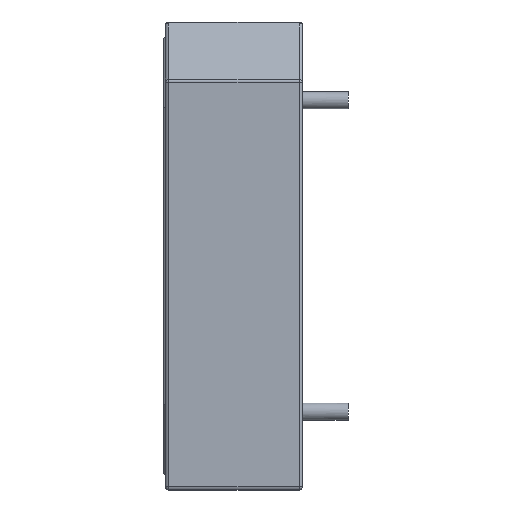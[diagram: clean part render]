
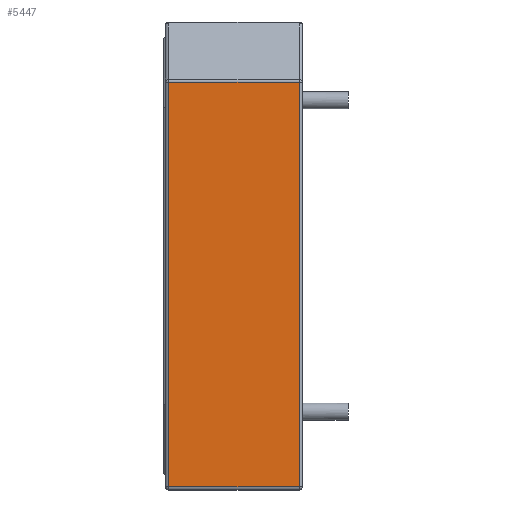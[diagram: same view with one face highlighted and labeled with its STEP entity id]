
A CAD part, left-side view. The second image highlights one B-rep face of the part: STEP entity #5447.
In plain terms, the highlighted planar face has unit normal (-1, 0, 0).
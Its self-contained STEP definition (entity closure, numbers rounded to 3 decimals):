
#392 = EDGE_CURVE ( 'NONE', #6263, #12785, #7292, .T. ) ;
#4538 = LINE ( 'NONE', #13224, #16838 ) ;
#4751 = DIRECTION ( 'NONE',  ( 0., 0., 1. ) ) ;
#5124 = CARTESIAN_POINT ( 'NONE',  ( -12., 0.3, -23.7 ) ) ;
#5394 = EDGE_CURVE ( 'NONE', #12785, #7497, #4538, .T. ) ;
#5447 = ADVANCED_FACE ( 'NONE', ( #21717 ), #20124, .F. ) ;
#5481 = EDGE_LOOP ( 'NONE', ( #18856, #11098, #15203, #7480 ) ) ;
#5748 = DIRECTION ( 'NONE',  ( 0., -1., 0. ) ) ;
#6059 = VECTOR ( 'NONE', #15513, 1000. ) ;
#6263 = VERTEX_POINT ( 'NONE', #12934 ) ;
#7128 = CARTESIAN_POINT ( 'NONE',  ( -12., 8.3, -23.9 ) ) ;
#7132 = CARTESIAN_POINT ( 'NONE',  ( -12., 8.5, 1.117 ) ) ;
#7292 = LINE ( 'NONE', #8751, #20932 ) ;
#7480 = ORIENTED_EDGE ( 'NONE', *, *, #7525, .T. ) ;
#7497 = VERTEX_POINT ( 'NONE', #13527 ) ;
#7525 = EDGE_CURVE ( 'NONE', #8317, #6263, #8692, .T. ) ;
#8317 = VERTEX_POINT ( 'NONE', #11619 ) ;
#8384 = EDGE_CURVE ( 'NONE', #7497, #8317, #8574, .T. ) ;
#8574 = LINE ( 'NONE', #7132, #6059 ) ;
#8692 = LINE ( 'NONE', #7128, #18767 ) ;
#8751 = CARTESIAN_POINT ( 'NONE',  ( -12., 8.5, -23.7 ) ) ;
#11098 = ORIENTED_EDGE ( 'NONE', *, *, #5394, .T. ) ;
#11619 = CARTESIAN_POINT ( 'NONE',  ( -12., 8.3, 1.117 ) ) ;
#12058 = DIRECTION ( 'NONE',  ( 0., 0., -1. ) ) ;
#12785 = VERTEX_POINT ( 'NONE', #5124 ) ;
#12934 = CARTESIAN_POINT ( 'NONE',  ( -12., 8.3, -23.7 ) ) ;
#13224 = CARTESIAN_POINT ( 'NONE',  ( -12., 0.3, -23.9 ) ) ;
#13527 = CARTESIAN_POINT ( 'NONE',  ( -12., 0.3, 1.117 ) ) ;
#15203 = ORIENTED_EDGE ( 'NONE', *, *, #8384, .T. ) ;
#15513 = DIRECTION ( 'NONE',  ( 0., 1., 0. ) ) ;
#16556 = DIRECTION ( 'NONE',  ( 1., 0., 0. ) ) ;
#16838 = VECTOR ( 'NONE', #4751, 1000. ) ;
#17900 = CARTESIAN_POINT ( 'NONE',  ( -12., 8.5, -23.9 ) ) ;
#17912 = AXIS2_PLACEMENT_3D ( 'NONE', #17900, #16556, #21383 ) ;
#18767 = VECTOR ( 'NONE', #12058, 1000. ) ;
#18856 = ORIENTED_EDGE ( 'NONE', *, *, #392, .T. ) ;
#20124 = PLANE ( 'NONE',  #17912 ) ;
#20932 = VECTOR ( 'NONE', #5748, 1000. ) ;
#21383 = DIRECTION ( 'NONE',  ( 0., 0., -1. ) ) ;
#21717 = FACE_OUTER_BOUND ( 'NONE', #5481, .T. ) ;
